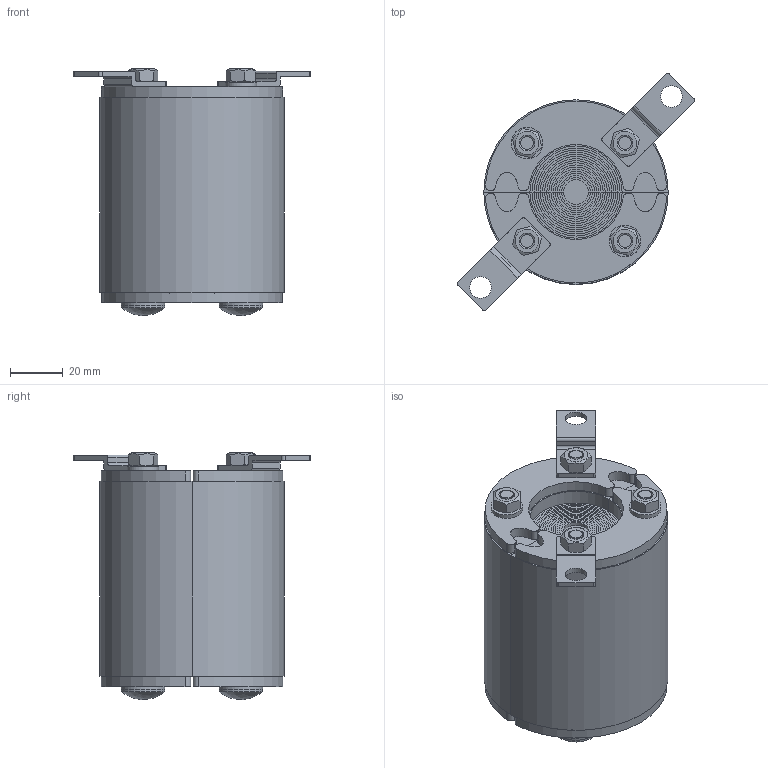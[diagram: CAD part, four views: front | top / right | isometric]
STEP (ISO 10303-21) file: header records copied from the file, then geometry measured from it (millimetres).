
FILE_DESCRIPTION(/* description */ (''),/* implementation_level */ '2;1');
FILE_NAME(/* name */ 'RS_70_UG.stp',/* time_stamp */ '2018-06-26T14:25:59+02:00',/* author */ ('se-tontor'),/* organization */ (''),/* preprocessor_version */ 'ST-DEVELOPER v16.1',/* originating_system */ 'Autodesk Inventor 2016',/* authorisation */ '');
FILE_SCHEMA (('AUTOMOTIVE_DESIGN { 1 0 10303 214 3 1 1 }'));
Length unit declared in the file: millimetre
Products named in the file (11): 100-061054; 100-055492; 100-055491; 100-055488; 100-055489; 100-006387; 100-001226; 100-001213; 100-002308; 100-051209-01; 100-074041
Assembly tree (25 placements, depth 3):
  100-074041
    100-061054
    100-055488  x2
      100-055492
      100-055491
    100-055489  x4
    100-006387  x4
    100-001226  x4
    100-001213  x4
    100-002308  x2
    100-051209-01  x2
Bounding box: 90.03 x 90.03 x 93.79 mm (x, y, z)
Volume: 302757.8 mm3; surface area: 216715.5 mm2
Topology: 55 solids, 55 shells, 1187 faces, 2997 edges, 2070 vertices
Faces by surface type: plane 750, bspline 244, cylinder 153, cone 36, sphere 4
Full cylindrical faces by diameter (mm): 4.917 x4, 5.5 x4, 6 x4, 6.2 x2, 6.4 x2, 8.2 x2, 10 x1, 12 x2, 16.5 x4, 16.55 x4
Entity records: 16980 total; most frequent: CARTESIAN_POINT 4440, ORIENTED_EDGE 2612, DIRECTION 2138, EDGE_CURVE 1306, LINE 926, VECTOR 926, VERTEX_POINT 878, EDGE_LOOP 612
